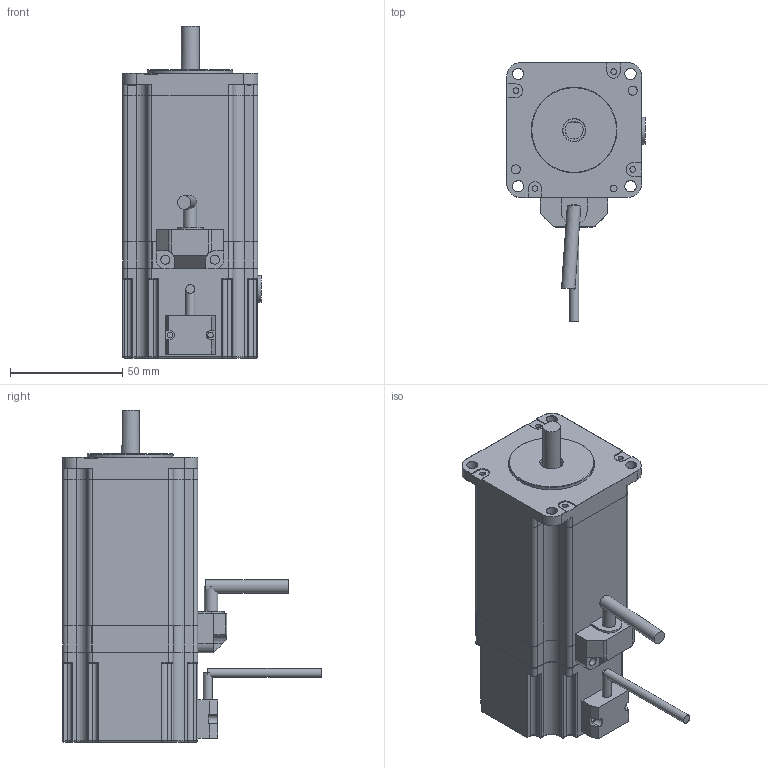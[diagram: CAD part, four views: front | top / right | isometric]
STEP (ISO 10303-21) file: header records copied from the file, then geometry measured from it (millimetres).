
FILE_DESCRIPTION(/* description */ (''),/* implementation_level */ '2;1');
FILE_NAME(/* name */ 'MP3-60HZ088.step',/* time_stamp */ '2021-07-28T12:52:15+08:00',/* author */ (''),/* organization */ (''),/* preprocessor_version */ 'ST-DEVELOPER v16',/* originating_system */ 'SIEMENS PLM Software NX 10.0',/* authorisation */ '');
FILE_SCHEMA (('AUTOMOTIVE_DESIGN { 1 0 10303 214 3 1 1 1 }'));
Length unit declared in the file: millimetre
Products named in the file (1): MP3-60HZ088
Bounding box: 61.5 x 114.93 x 147.7 mm (x, y, z)
Volume: 626322.8 mm3; surface area: 128860 mm2
Topology: 19 solids, 19 shells, 760 faces, 1884 edges, 1162 vertices
Faces by surface type: cylinder 370, plane 268, torus 104, sphere 16, cone 2
Full cylindrical faces by diameter (mm): 2.5 x42, 3 x1, 4 x6, 5 x8, 6 x2, 8 x2, 10 x10, 12 x1, 38.1 x1
Entity records: 22534 total; most frequent: CARTESIAN_POINT 4238, DIRECTION 4049, ORIENTED_EDGE 3514, EDGE_CURVE 1757, AXIS2_PLACEMENT_3D 1565, VERTEX_POINT 1126, EDGE_LOOP 947, LINE 919
